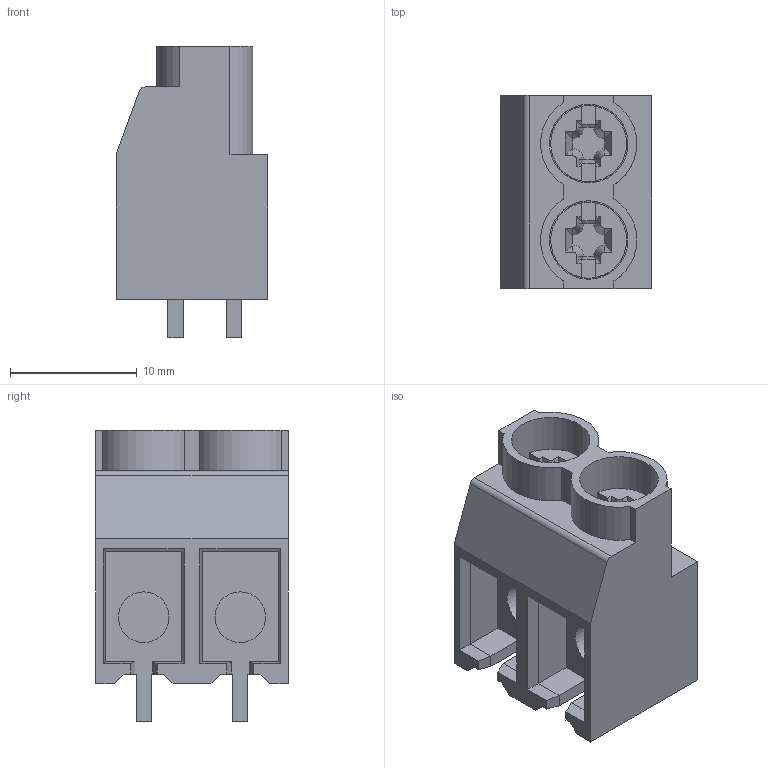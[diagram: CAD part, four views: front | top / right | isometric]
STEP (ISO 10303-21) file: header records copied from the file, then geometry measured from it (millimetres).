
FILE_DESCRIPTION(('STEP AP214'),'1');
FILE_NAME('MVK472-7,62-V-L.stp','2021-06-09T12:05:20',(' '),(' '),'Spatial InterOp 3D',' ',' ');
FILE_SCHEMA(('automotive_design'));
Length unit declared in the file: metre
Products named in the file (1): 1
Bounding box: 12 x 15.24 x 23 mm (x, y, z)
Volume: 2237.6 mm3; surface area: 2171.2 mm2
Topology: 1 solids, 1 shells, 168 faces, 457 edges, 302 vertices
Faces by surface type: plane 143, cylinder 16, cone 8, extrusion 1
Full cylindrical faces by diameter (mm): 4 x2, 6 x2, 6.2 x2
Entity records: 6519 total; most frequent: CARTESIAN_POINT 928, ORIENTED_EDGE 890, DIRECTION 834, EDGE_CURVE 445, VECTOR 390, LINE 389, VERTEX_POINT 296, AXIS2_PLACEMENT_3D 222
